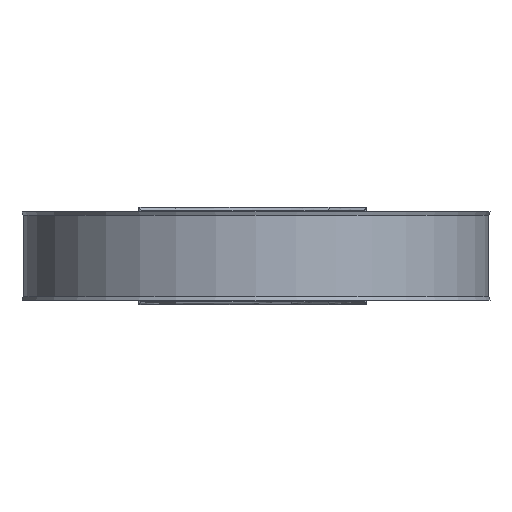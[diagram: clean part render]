
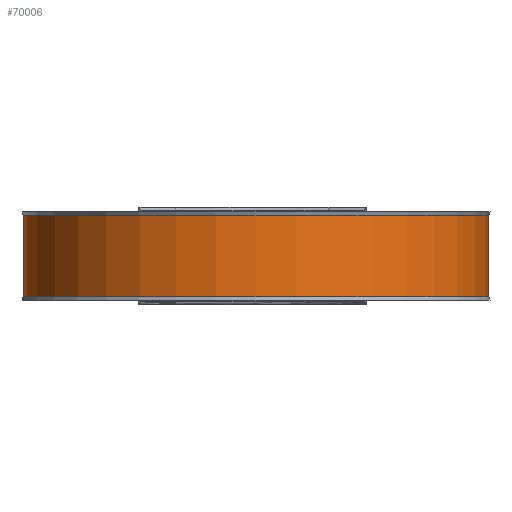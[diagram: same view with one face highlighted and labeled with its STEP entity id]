
A CAD part, front view. The second image highlights one B-rep face of the part: STEP entity #70006.
In plain terms, the highlighted cylindrical face has radius 66 mm (diameter 132 mm), a partial arc.
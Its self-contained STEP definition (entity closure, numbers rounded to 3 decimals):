
#7 = VECTOR ( 'NONE', #49554, 1000. ) ;
#1128 = CARTESIAN_POINT ( 'NONE',  ( -66., 0., -25. ) ) ;
#1604 = DIRECTION ( 'NONE',  ( -1., 0., 0. ) ) ;
#3041 = VECTOR ( 'NONE', #46887, 1000. ) ;
#3494 = EDGE_CURVE ( 'NONE', #65505, #31381, #43497, .T. ) ;
#6032 = VERTEX_POINT ( 'NONE', #16027 ) ;
#6657 = AXIS2_PLACEMENT_3D ( 'NONE', #64375, #76325, #40616 ) ;
#7485 = DIRECTION ( 'NONE',  ( 0., 0., 1. ) ) ;
#8028 = ORIENTED_EDGE ( 'NONE', *, *, #42291, .T. ) ;
#8510 = DIRECTION ( 'NONE',  ( 1., 0., 0. ) ) ;
#10269 = CIRCLE ( 'NONE', #21451, 66. ) ;
#16027 = CARTESIAN_POINT ( 'NONE',  ( -66., 0., -1. ) ) ;
#16890 = FACE_OUTER_BOUND ( 'NONE', #69857, .T. ) ;
#21451 = AXIS2_PLACEMENT_3D ( 'NONE', #25409, #36722, #1604 ) ;
#25409 = CARTESIAN_POINT ( 'NONE',  ( 0., 0., -1. ) ) ;
#29202 = EDGE_CURVE ( 'NONE', #31381, #6032, #55276, .T. ) ;
#31048 = ORIENTED_EDGE ( 'NONE', *, *, #29202, .F. ) ;
#31381 = VERTEX_POINT ( 'NONE', #33632 ) ;
#31954 = CARTESIAN_POINT ( 'NONE',  ( 66., 0., -24. ) ) ;
#33632 = CARTESIAN_POINT ( 'NONE',  ( -66., 0., -24. ) ) ;
#36217 = VERTEX_POINT ( 'NONE', #65315 ) ;
#36722 = DIRECTION ( 'NONE',  ( 0., 0., -1. ) ) ;
#40616 = DIRECTION ( 'NONE',  ( -1., 0., 0. ) ) ;
#40826 = ORIENTED_EDGE ( 'NONE', *, *, #56539, .T. ) ;
#42291 = EDGE_CURVE ( 'NONE', #65505, #36217, #61964, .T. ) ;
#42666 = CARTESIAN_POINT ( 'NONE',  ( 0., 0., -25. ) ) ;
#43497 = CIRCLE ( 'NONE', #6657, 66. ) ;
#46879 = CYLINDRICAL_SURFACE ( 'NONE', #63124, 66. ) ;
#46887 = DIRECTION ( 'NONE',  ( 0., 0., 1. ) ) ;
#48261 = ORIENTED_EDGE ( 'NONE', *, *, #3494, .F. ) ;
#49554 = DIRECTION ( 'NONE',  ( 0., 0., 1. ) ) ;
#55276 = LINE ( 'NONE', #1128, #7 ) ;
#56539 = EDGE_CURVE ( 'NONE', #36217, #6032, #10269, .T. ) ;
#60222 = CARTESIAN_POINT ( 'NONE',  ( 66., 0., -25. ) ) ;
#61964 = LINE ( 'NONE', #60222, #3041 ) ;
#63124 = AXIS2_PLACEMENT_3D ( 'NONE', #42666, #7485, #8510 ) ;
#64375 = CARTESIAN_POINT ( 'NONE',  ( 0., 0., -24. ) ) ;
#65315 = CARTESIAN_POINT ( 'NONE',  ( 66., 0., -1. ) ) ;
#65505 = VERTEX_POINT ( 'NONE', #31954 ) ;
#69857 = EDGE_LOOP ( 'NONE', ( #31048, #48261, #8028, #40826 ) ) ;
#70006 = ADVANCED_FACE ( 'NONE', ( #16890 ), #46879, .T. ) ;
#76325 = DIRECTION ( 'NONE',  ( 0., 0., -1. ) ) ;
